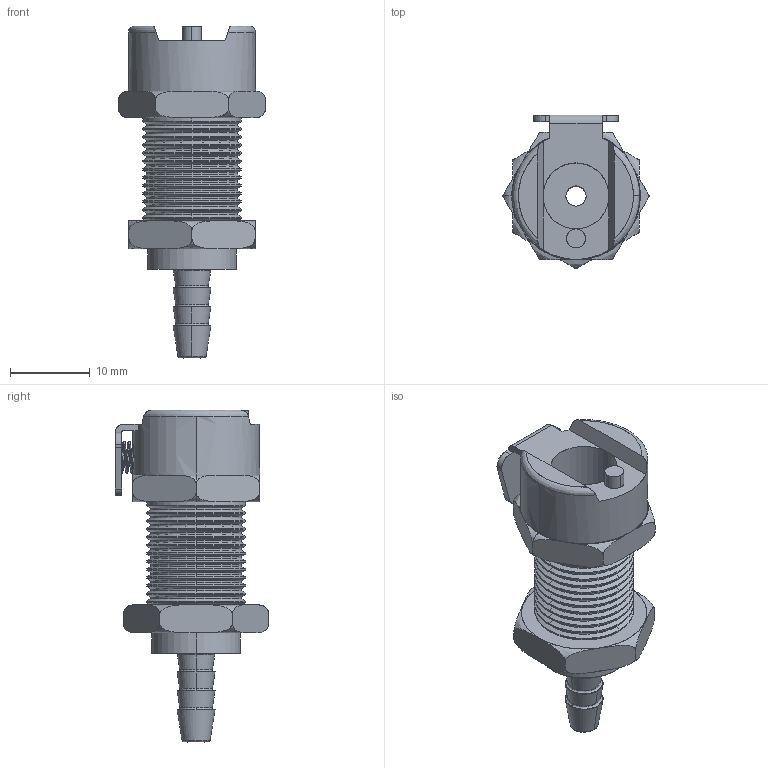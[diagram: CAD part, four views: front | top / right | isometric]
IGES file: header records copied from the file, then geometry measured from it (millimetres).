
Start section: SolidWorks IGES file using analytic representation for surfaces
Global section: file name: 20CB-S3-02.IGS; native system: SolidWorks 2017; preprocessor: SolidWorks 2017; author: wtsang; date: 170106.145023; units: inch
Bounding box: 18.45 x 19.32 x 41.76 mm (x, y, z)
Surface area: 3112.1 mm2 (no closed solid volume)
Topology: 0 solids, 0 shells, 211 faces, 2590 edges, 2589 vertices
Faces by surface type: revolution 125, bspline 86
